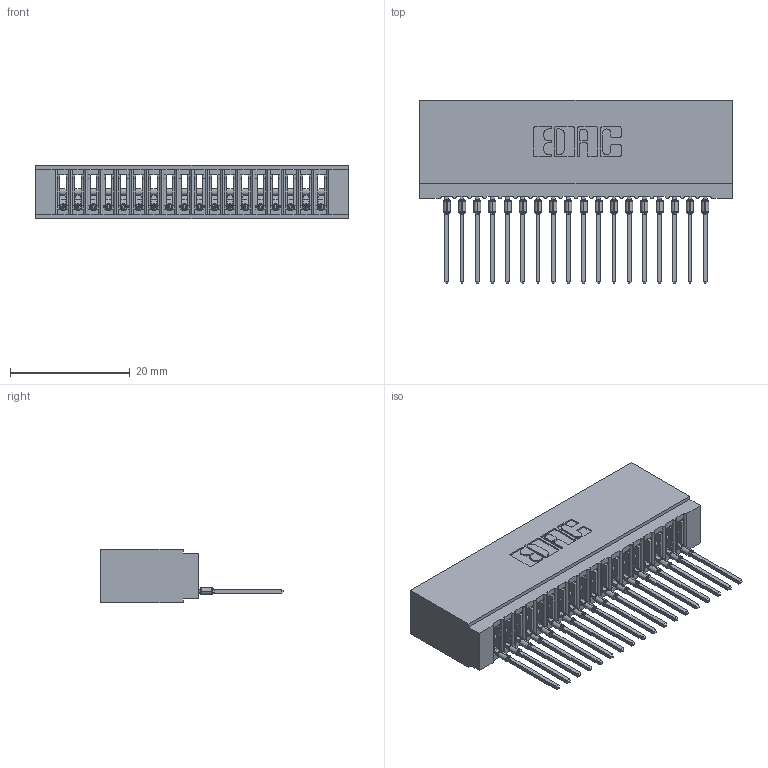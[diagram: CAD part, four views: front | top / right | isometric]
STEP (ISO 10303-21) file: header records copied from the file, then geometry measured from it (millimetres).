
FILE_DESCRIPTION (( 'STEP AP203' ), '1' );
FILE_NAME ('745-018-545-101.STEP', '2026-02-25T16:16:05', ( '' ), ( '' ), 'SwSTEP 2.0', 'SolidWorks 2023', '' );
FILE_SCHEMA (( 'CONFIG_CONTROL_DESIGN' ));
Length unit declared in the file: millimetre
Products named in the file (3): 745-018-545-101; 745-292-001_545; 745 Part_Insulator Option - 01
Assembly tree (19 placements, depth 2):
  745-018-545-101
    745 Part_Insulator Option - 01
    745-292-001_545  x18
Bounding box: 52.32 x 30.62 x 8.89 mm (x, y, z)
Volume: 4744.6 mm3; surface area: 8632.6 mm2
Topology: 19 solids, 19 shells, 2111 faces, 5802 edges, 3664 vertices
Faces by surface type: plane 1261, cylinder 382, bspline 360, torus 108
Entity records: 33004 total; most frequent: CARTESIAN_POINT 6317, ORIENTED_EDGE 5722, DIRECTION 4983, EDGE_CURVE 2861, LINE 2571, VECTOR 2571, VERTEX_POINT 1828, AXIS2_PLACEMENT_3D 1206
